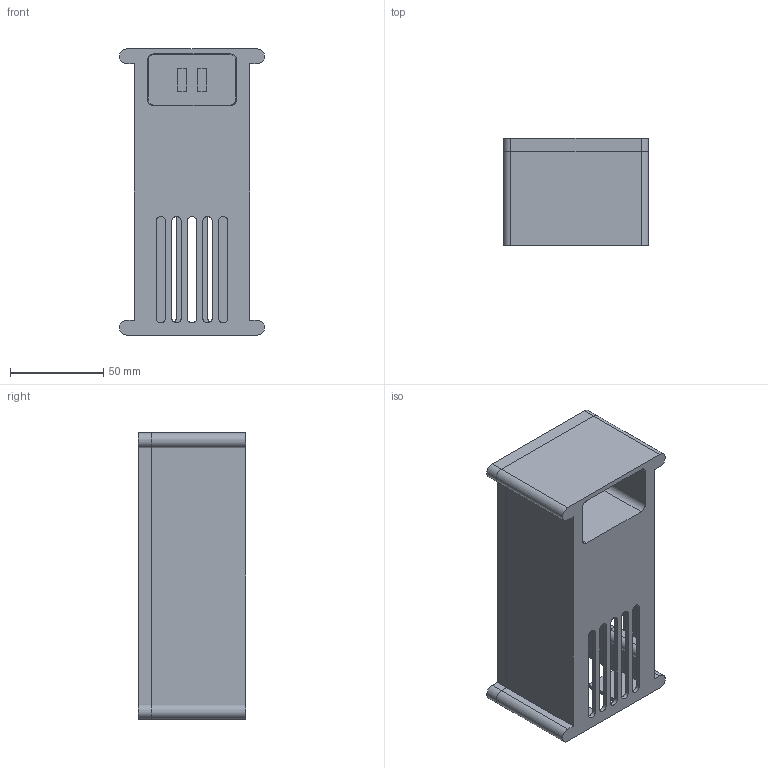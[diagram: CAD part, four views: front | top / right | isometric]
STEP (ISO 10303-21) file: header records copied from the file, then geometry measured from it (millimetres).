
FILE_DESCRIPTION(/* description */ (''),/* implementation_level */ '2;1');
FILE_NAME(/* name */ 'socketserver case v24.step',/* time_stamp */ '2021-04-14T13:50:19+02:00',/* author */ (''),/* organization */ (''),/* preprocessor_version */ 'ST-DEVELOPER v18.1',/* originating_system */ 'Autodesk Translation Framework v10.6.0.1341',/* authorisation */ '');
FILE_SCHEMA (('AUTOMOTIVE_DESIGN { 1 0 10303 214 3 1 1 }'));
Length unit declared in the file: millimetre
Products named in the file (4): socketserver case; case; cover; ssd_retainer
Assembly tree (3 placements, depth 3):
  socketserver case
    case
      cover
      ssd_retainer
Bounding box: 78 x 57.62 x 153.7 mm (x, y, z)
Volume: 126831.7 mm3; surface area: 90777.2 mm2
Topology: 3 solids, 3 shells, 197 faces, 518 edges, 344 vertices
Faces by surface type: plane 137, cylinder 60
Full cylindrical faces by diameter (mm): 3.4 x6, 4 x1, 4.05 x10, 6 x4, 12 x1
Entity records: 6262 total; most frequent: CARTESIAN_POINT 1067, DIRECTION 1048, ORIENTED_EDGE 1036, EDGE_CURVE 518, LINE 398, VECTOR 398, VERTEX_POINT 344, AXIS2_PLACEMENT_3D 325
